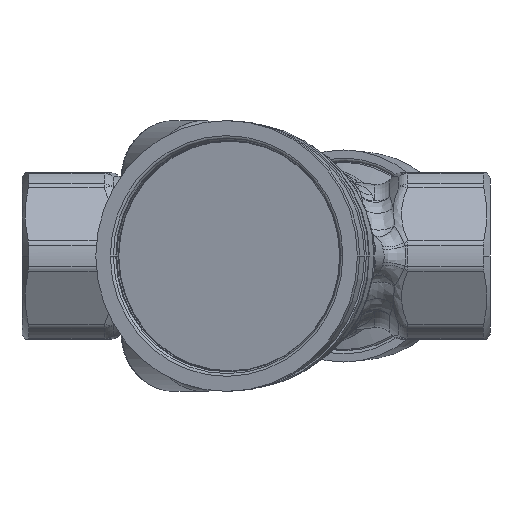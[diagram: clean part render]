
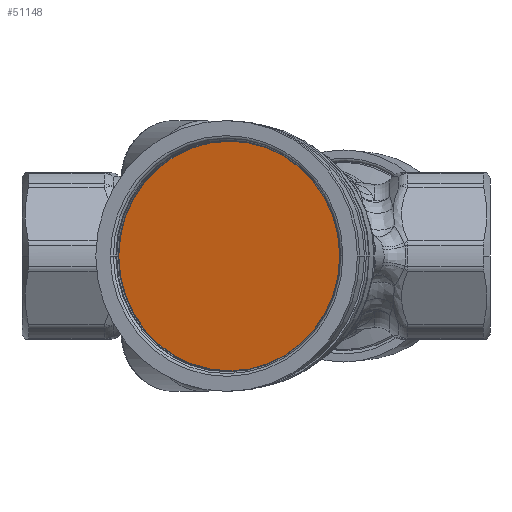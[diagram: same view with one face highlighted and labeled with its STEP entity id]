
A CAD part, front view. The second image highlights one B-rep face of the part: STEP entity #51148.
In plain terms, the highlighted face is planar.
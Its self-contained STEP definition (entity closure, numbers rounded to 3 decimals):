
#50170=CARTESIAN_POINT('',(0.,6.2,0.));
#50171=DIRECTION('',(0.,1.,0.));
#50172=DIRECTION('',(-1.,0.,0.));
#50173=AXIS2_PLACEMENT_3D('',#50170,#50171,#50172);
#50185=CARTESIAN_POINT('',(0.,6.2,0.));
#50186=DIRECTION('',(0.,1.,0.));
#50187=DIRECTION('',(1.,0.,0.));
#50188=AXIS2_PLACEMENT_3D('',#50185,#50186,#50187);
#50195=CARTESIAN_POINT('',(0.,6.2,0.));
#50196=DIRECTION('',(0.,-1.,0.));
#50197=DIRECTION('',(-1.,0.,0.));
#50198=AXIS2_PLACEMENT_3D('',#50195,#50196,#50197);
#50200=CARTESIAN_POINT('',(0.,6.2,0.));
#50201=DIRECTION('',(0.,-1.,0.));
#50202=DIRECTION('',(1.,0.,0.));
#50203=AXIS2_PLACEMENT_3D('',#50200,#50201,#50202);
#50671=CARTESIAN_POINT('',(-18.4,6.2,0.));
#50672=VERTEX_POINT('',#50671);
#50673=CARTESIAN_POINT('',(18.4,6.2,0.));
#50674=CARTESIAN_POINT('',(-18.4,6.2,0.084));
#50675=VERTEX_POINT('',#50673);
#50676=VERTEX_POINT('',#50674);
#50677=CARTESIAN_POINT('',(18.4,6.2,-0.084));
#50678=VERTEX_POINT('',#50677);
#51137=CARTESIAN_POINT('',(0.,6.2,0.));
#51138=DIRECTION('',(0.,-1.,0.));
#51139=DIRECTION('',(-1.,0.,0.));
#51140=AXIS2_PLACEMENT_3D('',#51137,#51138,#51139);
#51141=PLANE('',#51140);
#51142=ORIENTED_EDGE('',*,*,#51131,.T.);
#51143=ORIENTED_EDGE('',*,*,#51129,.F.);
#51144=ORIENTED_EDGE('',*,*,#51115,.T.);
#51145=ORIENTED_EDGE('',*,*,#51113,.F.);
#51146=EDGE_LOOP('',(#51142,#51143,#51144,#51145));
#51147=FACE_OUTER_BOUND('',#51146,.F.);
#51148=ADVANCED_FACE('',(#51147),#51141,.F.);
#50174=CIRCLE('',#50173,18.4);
#50189=CIRCLE('',#50188,18.4);
#50199=CIRCLE('',#50198,18.4);
#50204=CIRCLE('',#50203,18.4);
#51113=EDGE_CURVE('',#50672,#50676,#50174,.T.);
#51115=EDGE_CURVE('',#50675,#50676,#50204,.T.);
#51129=EDGE_CURVE('',#50675,#50678,#50189,.T.);
#51131=EDGE_CURVE('',#50672,#50678,#50199,.T.);
